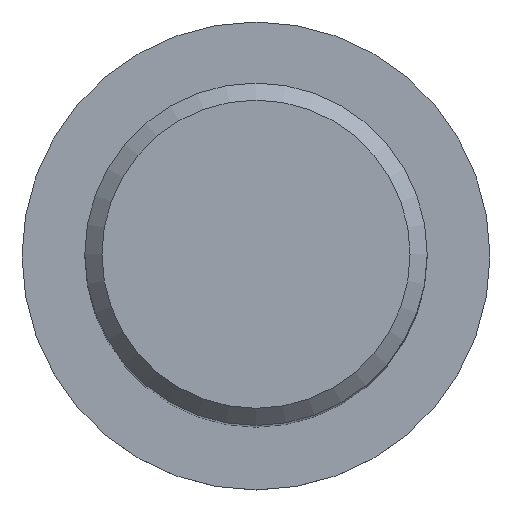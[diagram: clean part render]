
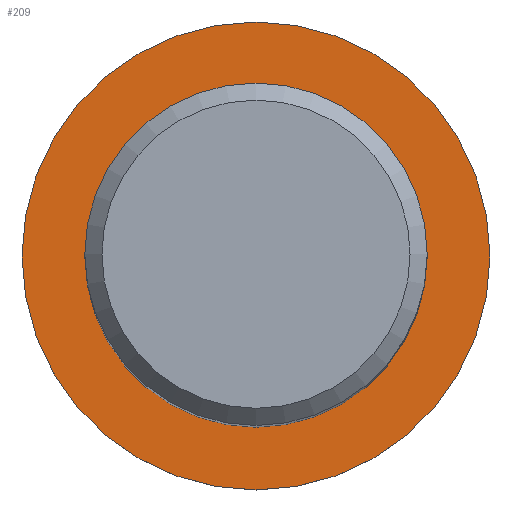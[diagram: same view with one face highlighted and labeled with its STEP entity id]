
A CAD part, top view. The second image highlights one B-rep face of the part: STEP entity #209.
In plain terms, the highlighted planar face has unit normal (0, 0, 1).
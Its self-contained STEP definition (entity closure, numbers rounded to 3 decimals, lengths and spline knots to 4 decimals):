
#146=CARTESIAN_POINT('',(3.,0.,0.32));
#147=VERTEX_POINT('',#146);
#148=CARTESIAN_POINT('',(0.0,0.0,0.32));
#149=DIRECTION('',(0.0,0.0,1.0));
#150=DIRECTION('',(-1.0,0.0,0.0));
#151=AXIS2_PLACEMENT_3D('',#148,#149,#150);
#152=CIRCLE('',#151,3.);
#153=EDGE_CURVE('',#147,#147,#152,.T.);
#175=CARTESIAN_POINT('',(4.1,0.,0.32));
#176=VERTEX_POINT('',#175);
#177=CARTESIAN_POINT('',(0.0,0.0,0.32));
#178=DIRECTION('',(0.0,0.0,-1.0));
#179=DIRECTION('',(-1.0,0.0,0.0));
#180=AXIS2_PLACEMENT_3D('',#177,#178,#179);
#181=CIRCLE('',#180,4.1);
#182=EDGE_CURVE('',#176,#176,#181,.T.);
#198=CARTESIAN_POINT('',(0.0,0.0,0.32));
#199=DIRECTION('',(0.0,0.0,-1.0));
#200=DIRECTION('',(-1.0,0.0,0.0));
#201=AXIS2_PLACEMENT_3D('',#198,#199,#200);
#202=PLANE('',#201);
#203=ORIENTED_EDGE('',*,*,#182,.F.);
#204=EDGE_LOOP('',(#203));
#205=FACE_OUTER_BOUND('',#204,.T.);
#206=ORIENTED_EDGE('',*,*,#153,.F.);
#207=EDGE_LOOP('',(#206));
#208=FACE_BOUND('',#207,.T.);
#209=ADVANCED_FACE('',(#205,#208),#202,.F.);
